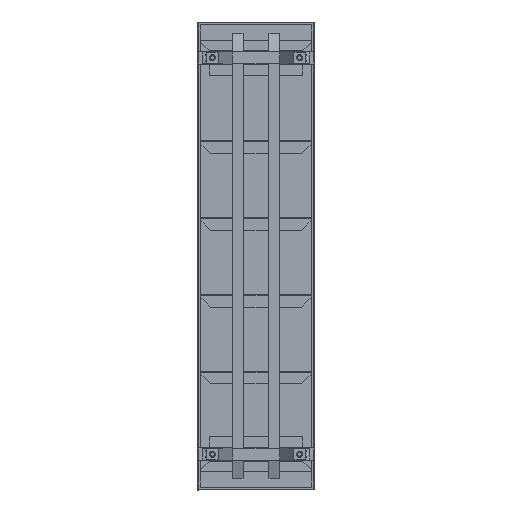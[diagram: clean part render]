
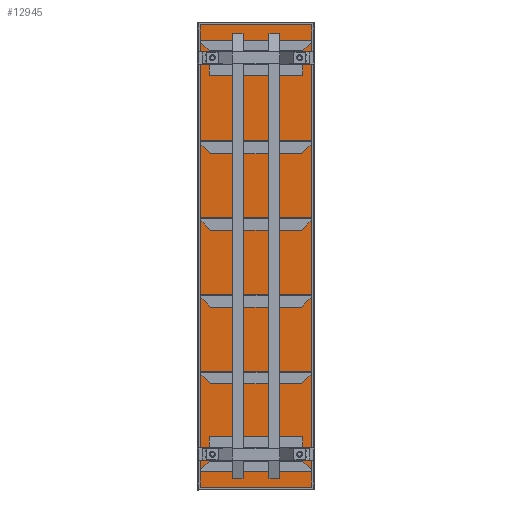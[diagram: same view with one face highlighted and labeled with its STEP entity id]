
A CAD part, front view. The second image highlights one B-rep face of the part: STEP entity #12945.
In plain terms, the highlighted planar face has unit normal (0, -1, 0).
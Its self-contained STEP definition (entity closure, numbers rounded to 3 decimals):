
#348 = ORIENTED_EDGE ( 'NONE', *, *, #13658, .F. ) ;
#817 = VERTEX_POINT ( 'NONE', #10539 ) ;
#924 = VECTOR ( 'NONE', #19125, 1000. ) ;
#2613 = CARTESIAN_POINT ( 'NONE',  ( 1992., -4., 492. ) ) ;
#2780 = LINE ( 'NONE', #13516, #10982 ) ;
#3532 = ORIENTED_EDGE ( 'NONE', *, *, #16917, .F. ) ;
#3598 = CARTESIAN_POINT ( 'NONE',  ( 1992., -4., 495.929 ) ) ;
#3954 = EDGE_LOOP ( 'NONE', ( #348, #7225, #3532, #4671 ) ) ;
#4129 = EDGE_CURVE ( 'NONE', #817, #14061, #11520, .T. ) ;
#4671 = ORIENTED_EDGE ( 'NONE', *, *, #9750, .F. ) ;
#5143 = DIRECTION ( 'NONE',  ( 0., 1., 0. ) ) ;
#6744 = CARTESIAN_POINT ( 'NONE',  ( -1992., -4., -492. ) ) ;
#7225 = ORIENTED_EDGE ( 'NONE', *, *, #4129, .F. ) ;
#7656 = CARTESIAN_POINT ( 'NONE',  ( -1992., -4., 492. ) ) ;
#8389 = DIRECTION ( 'NONE',  ( -1., 0., 0. ) ) ;
#9546 = DIRECTION ( 'NONE',  ( 0., 0., -1. ) ) ;
#9633 = VECTOR ( 'NONE', #8389, 1000. ) ;
#9643 = CARTESIAN_POINT ( 'NONE',  ( 0., -4., 0. ) ) ;
#9750 = EDGE_CURVE ( 'NONE', #16965, #10767, #2780, .T. ) ;
#9837 = FACE_OUTER_BOUND ( 'NONE', #3954, .T. ) ;
#10539 = CARTESIAN_POINT ( 'NONE',  ( 1992., -4., -492. ) ) ;
#10673 = DIRECTION ( 'NONE',  ( 1., 0., 0. ) ) ;
#10767 = VERTEX_POINT ( 'NONE', #2613 ) ;
#10982 = VECTOR ( 'NONE', #10673, 1000. ) ;
#11400 = LINE ( 'NONE', #3598, #16587 ) ;
#11520 = LINE ( 'NONE', #12783, #9633 ) ;
#12574 = PLANE ( 'NONE',  #16532 ) ;
#12783 = CARTESIAN_POINT ( 'NONE',  ( 1995.929, -4., -492. ) ) ;
#12945 = ADVANCED_FACE ( 'NONE', ( #9837 ), #12574, .F. ) ;
#13320 = CARTESIAN_POINT ( 'NONE',  ( -1992., -4., -495.929 ) ) ;
#13516 = CARTESIAN_POINT ( 'NONE',  ( -1995.929, -4., 492. ) ) ;
#13658 = EDGE_CURVE ( 'NONE', #14061, #16965, #18736, .T. ) ;
#14061 = VERTEX_POINT ( 'NONE', #6744 ) ;
#16532 = AXIS2_PLACEMENT_3D ( 'NONE', #9643, #5143, #17096 ) ;
#16587 = VECTOR ( 'NONE', #9546, 1000. ) ;
#16917 = EDGE_CURVE ( 'NONE', #10767, #817, #11400, .T. ) ;
#16965 = VERTEX_POINT ( 'NONE', #7656 ) ;
#17096 = DIRECTION ( 'NONE',  ( 0., 0., 1. ) ) ;
#18736 = LINE ( 'NONE', #13320, #924 ) ;
#19125 = DIRECTION ( 'NONE',  ( 0., 0., 1. ) ) ;
